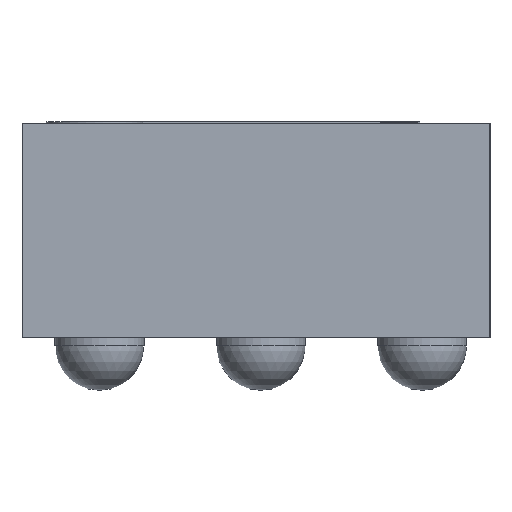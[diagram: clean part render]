
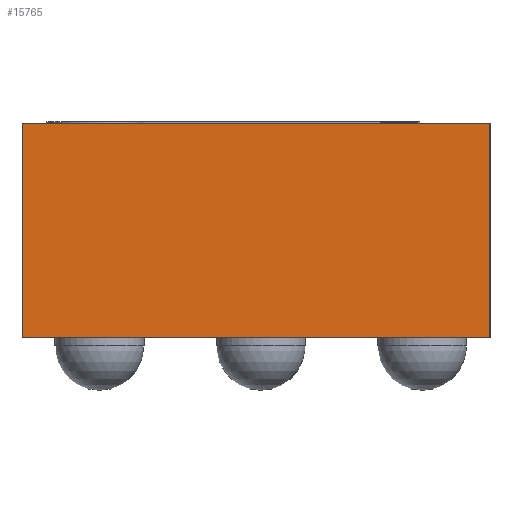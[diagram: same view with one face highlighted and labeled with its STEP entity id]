
A CAD part, left-side view. The second image highlights one B-rep face of the part: STEP entity #15765.
In plain terms, the highlighted planar face has unit normal (-1, 0, 0).
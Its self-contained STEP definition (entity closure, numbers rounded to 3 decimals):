
#15740 = VERTEX_POINT('',#15741);
#15741 = CARTESIAN_POINT('',(-1.725,-0.725,0.665));
#15747 = EDGE_CURVE('',#15748,#15740,#15750,.T.);
#15748 = VERTEX_POINT('',#15749);
#15749 = CARTESIAN_POINT('',(-1.725,-0.725,0.));
#15750 = LINE('',#15751,#15752);
#15751 = CARTESIAN_POINT('',(-1.725,-0.725,0.));
#15752 = VECTOR('',#15753,1.);
#15753 = DIRECTION('',(0.,0.,1.));
#15765 = ADVANCED_FACE('',(#15766),#15791,.T.);
#15766 = FACE_BOUND('',#15767,.T.);
#15767 = EDGE_LOOP('',(#15768,#15769,#15777,#15785));
#15768 = ORIENTED_EDGE('',*,*,#15747,.T.);
#15769 = ORIENTED_EDGE('',*,*,#15770,.T.);
#15770 = EDGE_CURVE('',#15740,#15771,#15773,.T.);
#15771 = VERTEX_POINT('',#15772);
#15772 = CARTESIAN_POINT('',(-1.725,0.725,0.665));
#15773 = LINE('',#15774,#15775);
#15774 = CARTESIAN_POINT('',(-1.725,-0.725,0.665));
#15775 = VECTOR('',#15776,1.);
#15776 = DIRECTION('',(0.,1.,0.));
#15777 = ORIENTED_EDGE('',*,*,#15778,.F.);
#15778 = EDGE_CURVE('',#15779,#15771,#15781,.T.);
#15779 = VERTEX_POINT('',#15780);
#15780 = CARTESIAN_POINT('',(-1.725,0.725,0.));
#15781 = LINE('',#15782,#15783);
#15782 = CARTESIAN_POINT('',(-1.725,0.725,0.));
#15783 = VECTOR('',#15784,1.);
#15784 = DIRECTION('',(0.,0.,1.));
#15785 = ORIENTED_EDGE('',*,*,#15786,.F.);
#15786 = EDGE_CURVE('',#15748,#15779,#15787,.T.);
#15787 = LINE('',#15788,#15789);
#15788 = CARTESIAN_POINT('',(-1.725,-0.725,0.));
#15789 = VECTOR('',#15790,1.);
#15790 = DIRECTION('',(0.,1.,0.));
#15791 = PLANE('',#15792);
#15792 = AXIS2_PLACEMENT_3D('',#15793,#15794,#15795);
#15793 = CARTESIAN_POINT('',(-1.725,-0.725,0.));
#15794 = DIRECTION('',(-1.,0.,0.));
#15795 = DIRECTION('',(0.,1.,0.));
